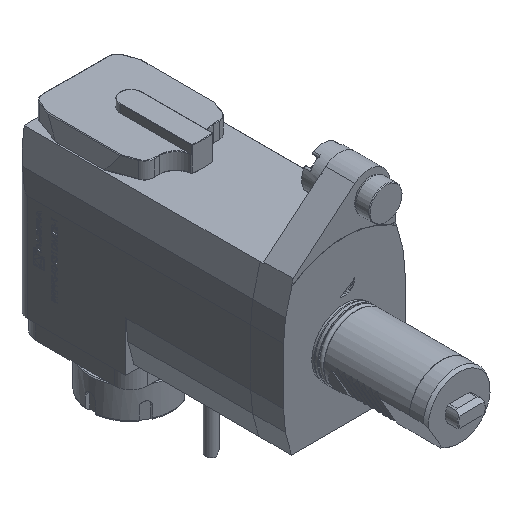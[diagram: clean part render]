
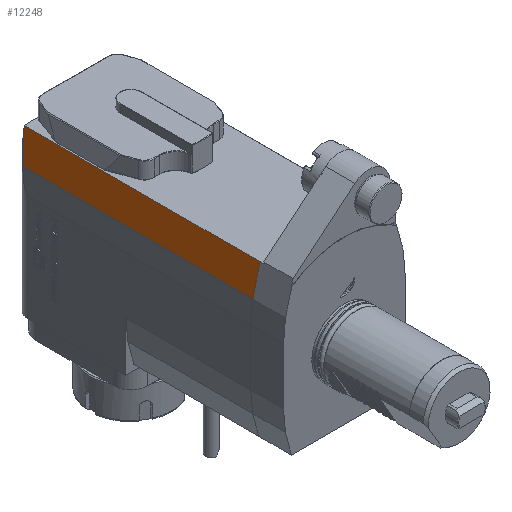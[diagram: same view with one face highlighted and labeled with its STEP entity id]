
A CAD part, isometric view. The second image highlights one B-rep face of the part: STEP entity #12248.
In plain terms, the highlighted planar face has unit normal (-0.966, 0, 0.259).
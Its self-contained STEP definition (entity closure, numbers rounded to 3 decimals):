
#2413 = DIRECTION ( 'NONE',  ( 0., -1., 0. ) ) ;
#3032 = CARTESIAN_POINT ( 'NONE',  ( -31.22, 33.686, 47.5 ) ) ;
#3557 = LINE ( 'NONE', #10401, #11583 ) ;
#3868 = PLANE ( 'NONE',  #28774 ) ;
#4394 = EDGE_LOOP ( 'NONE', ( #27352, #23512, #9430, #23186 ) ) ;
#6988 = CARTESIAN_POINT ( 'NONE',  ( -31.22, -110., 47.5 ) ) ;
#8598 = DIRECTION ( 'NONE',  ( 0.966, 0., -0.259 ) ) ;
#9430 = ORIENTED_EDGE ( 'NONE', *, *, #20159, .T. ) ;
#10083 = LINE ( 'NONE', #19370, #29540 ) ;
#10401 = CARTESIAN_POINT ( 'NONE',  ( -35.867, 34., 30.155 ) ) ;
#10867 = DIRECTION ( 'NONE',  ( 0., -1., 0. ) ) ;
#11352 = VERTEX_POINT ( 'NONE', #29950 ) ;
#11525 = LINE ( 'NONE', #23245, #27556 ) ;
#11583 = VECTOR ( 'NONE', #10867, 1000. ) ;
#12248 = ADVANCED_FACE ( 'Defeature completata1_158', ( #13607 ), #3868, .F. ) ;
#12297 = CARTESIAN_POINT ( 'NONE',  ( -33.191, 33.117, 40.145 ) ) ;
#12945 = CARTESIAN_POINT ( 'NONE',  ( -31.22, 33.686, 47.5 ) ) ;
#13224 = VERTEX_POINT ( 'NONE', #6988 ) ;
#13607 = FACE_OUTER_BOUND ( 'NONE', #4394, .T. ) ;
#16445 = EDGE_CURVE ( 'NONE', #11352, #23957, #3557, .T. ) ;
#17625 = CARTESIAN_POINT ( 'NONE',  ( -35.867, 30.103, 30.155 ) ) ;
#17810 = VERTEX_POINT ( 'NONE', #12945 ) ;
#19194 =( BOUNDED_CURVE ( )  B_SPLINE_CURVE ( 3, ( #3032, #12297, #21562, #17625 ),
 .UNSPECIFIED., .F., .T. ) 
 B_SPLINE_CURVE_WITH_KNOTS ( ( 4, 4 ),
 ( 1.852, 2.603 ),
 .UNSPECIFIED. ) 
 CURVE ( )  GEOMETRIC_REPRESENTATION_ITEM ( )  RATIONAL_B_SPLINE_CURVE ( ( 1., 0.954, 0.954, 1. ) ) 
 REPRESENTATION_ITEM ( '' )  );
#19370 = CARTESIAN_POINT ( 'NONE',  ( -31.22, -110., 47.5 ) ) ;
#19994 = DIRECTION ( 'NONE',  ( -0.259, 0., -0.966 ) ) ;
#20159 = EDGE_CURVE ( 'NONE', #23957, #13224, #10083, .T. ) ;
#21562 = CARTESIAN_POINT ( 'NONE',  ( -34.815, 31.864, 34.081 ) ) ;
#23186 = ORIENTED_EDGE ( 'NONE', *, *, #29749, .F. ) ;
#23245 = CARTESIAN_POINT ( 'NONE',  ( -31.22, 34., 47.5 ) ) ;
#23512 = ORIENTED_EDGE ( 'NONE', *, *, #16445, .T. ) ;
#23957 = VERTEX_POINT ( 'NONE', #28206 ) ;
#24067 = EDGE_CURVE ( 'NONE', #17810, #11352, #19194, .T. ) ;
#27352 = ORIENTED_EDGE ( 'NONE', *, *, #24067, .T. ) ;
#27364 = CARTESIAN_POINT ( 'NONE',  ( -31.22, 34., 47.5 ) ) ;
#27556 = VECTOR ( 'NONE', #2413, 1000. ) ;
#28206 = CARTESIAN_POINT ( 'NONE',  ( -35.867, -110., 30.155 ) ) ;
#28558 = DIRECTION ( 'NONE',  ( 0.259, 0., 0.966 ) ) ;
#28774 = AXIS2_PLACEMENT_3D ( 'NONE', #27364, #8598, #19994 ) ;
#29540 = VECTOR ( 'NONE', #28558, 1000. ) ;
#29749 = EDGE_CURVE ( 'NONE', #17810, #13224, #11525, .T. ) ;
#29950 = CARTESIAN_POINT ( 'NONE',  ( -35.867, 30.103, 30.155 ) ) ;
